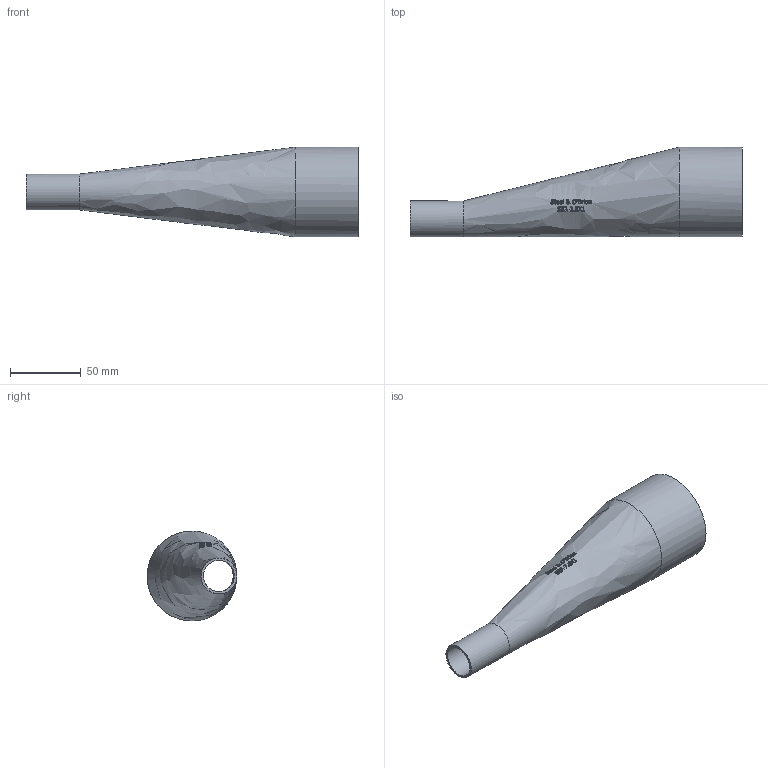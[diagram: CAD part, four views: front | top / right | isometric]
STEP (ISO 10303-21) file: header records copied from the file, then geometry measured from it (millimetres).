
FILE_DESCRIPTION(/* description */ (''),/* implementation_level */ '2;1');
FILE_NAME(/* name */ 's32-25x1.stp',/* time_stamp */ '2018-11-28T11:56:17-05:00',/* author */ ('rick'),/* organization */ (''),/* preprocessor_version */ 'ST-DEVELOPER v15.2',/* originating_system */ 'Autodesk Inventor 2014',/* authorisation */ '');
FILE_SCHEMA (('AUTOMOTIVE_DESIGN { 1 0 10303 214 3 1 1 }'));
Length unit declared in the file: inch
Products named in the file (1): s32-25x1
Bounding box: 234.95 x 63.5 x 63.5 mm (x, y, z)
Volume: 52778.4 mm3; surface area: 64896.7 mm2
Topology: 1 solids, 1 shells, 378 faces, 1051 edges, 702 vertices
Faces by surface type: bspline 231, plane 143, cylinder 4
Full cylindrical faces by diameter (mm): 22.098 x1, 25.4 x1, 60.198 x1, 63.5 x1
Entity records: 15712 total; most frequent: CARTESIAN_POINT 7835, ORIENTED_EDGE 2086, EDGE_CURVE 1043, DIRECTION 827, VERTEX_POINT 698, B_SPLINE_CURVE_WITH_KNOTS 553, EDGE_LOOP 411, ADVANCED_FACE 378
